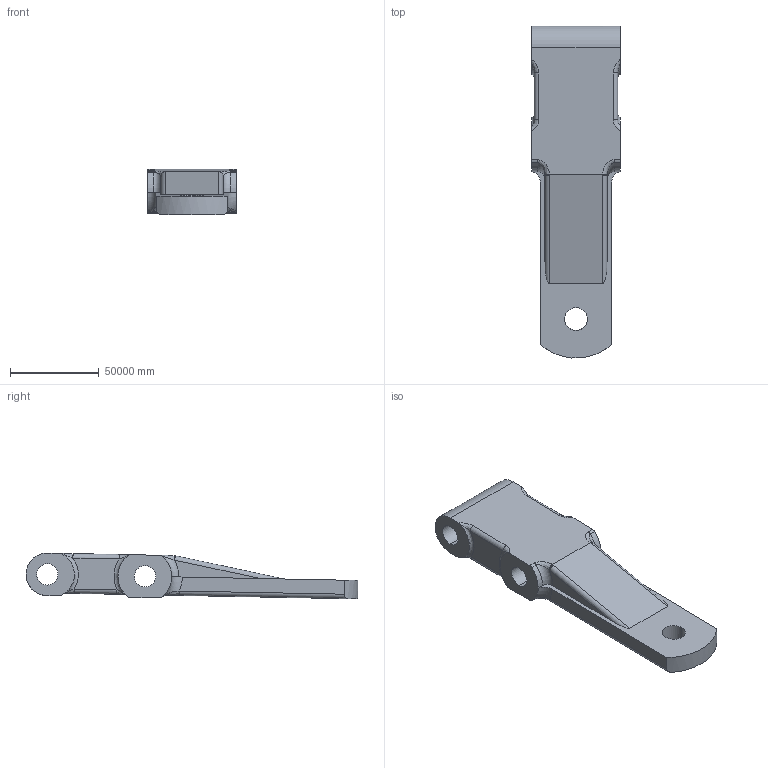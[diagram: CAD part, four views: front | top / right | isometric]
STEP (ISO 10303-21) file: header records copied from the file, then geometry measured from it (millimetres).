
FILE_DESCRIPTION(('Open CASCADE Model'),'2;1');
FILE_NAME('Open CASCADE Shape Model','2021-01-18T17:55:03',('Author'),( 'Open CASCADE'),'Open CASCADE STEP processor 7.2','Open CASCADE 7.2' ,'Unknown');
FILE_SCHEMA(('AUTOMOTIVE_DESIGN { 1 0 10303 214 1 1 1 1 }'));
Length unit declared in the file: metre
Products named in the file (1): Open CASCADE STEP translator 7.2 1
Bounding box: 50000 x 186866.68 x 25770.66 mm (x, y, z)
Volume: 113491027489544.2 mm3; surface area: 28709459664.4 mm2
Topology: 1 solids, 1 shells, 143 faces, 350 edges, 209 vertices
Faces by surface type: cylinder 55, bspline 32, plane 27, torus 19, sphere 10
Entity records: 18797 total; most frequent: CARTESIAN_POINT 12408, DIRECTION 1026, ORIENTED_EDGE 700, PCURVE 700, DEFINITIONAL_REPRESENTATION 700, LINE 483, VECTOR 483, B_SPLINE_CURVE_WITH_KNOTS 362
